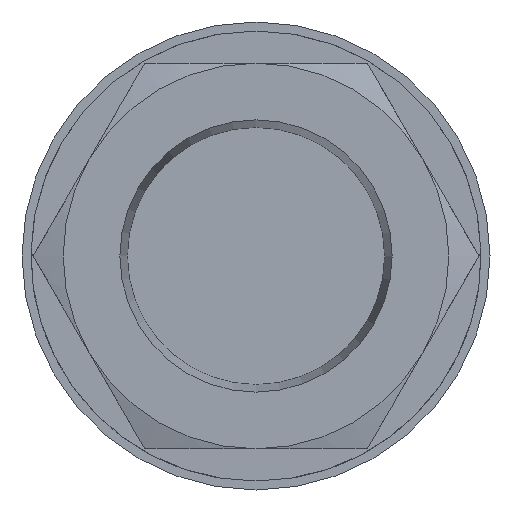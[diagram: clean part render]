
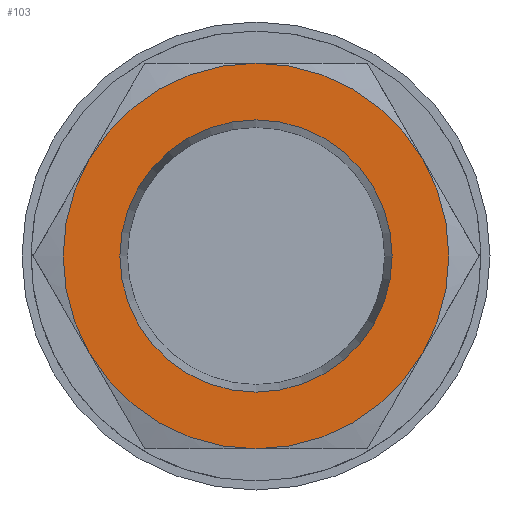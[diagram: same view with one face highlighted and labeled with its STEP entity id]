
A CAD part, left-side view. The second image highlights one B-rep face of the part: STEP entity #103.
In plain terms, the highlighted planar face has unit normal (-1, 0, 0).
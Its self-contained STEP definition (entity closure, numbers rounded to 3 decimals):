
#103 = ADVANCED_FACE( '', ( #224, #225 ), #226, .F. );
#224 = FACE_OUTER_BOUND( '', #365, .T. );
#225 = FACE_BOUND( '', #366, .T. );
#226 = PLANE( '', #367 );
#365 = EDGE_LOOP( '', ( #612, #613, #614, #615, #616, #617 ) );
#366 = EDGE_LOOP( '', ( #618 ) );
#367 = AXIS2_PLACEMENT_3D( '', #619, #620, #621 );
#612 = ORIENTED_EDGE( '', *, *, #897, .F. );
#613 = ORIENTED_EDGE( '', *, *, #898, .F. );
#614 = ORIENTED_EDGE( '', *, *, #868, .F. );
#615 = ORIENTED_EDGE( '', *, *, #899, .F. );
#616 = ORIENTED_EDGE( '', *, *, #806, .F. );
#617 = ORIENTED_EDGE( '', *, *, #900, .F. );
#618 = ORIENTED_EDGE( '', *, *, #901, .T. );
#619 = CARTESIAN_POINT( '', ( 0., 8.47, 0. ) );
#620 = DIRECTION( '', ( 1., 0., 0. ) );
#621 = DIRECTION( '', ( 0., 0., -1. ) );
#806 = EDGE_CURVE( '', #948, #946, #950, .T. );
#868 = EDGE_CURVE( '', #999, #1036, #1055, .T. );
#897 = EDGE_CURVE( '', #1098, #952, #1099, .T. );
#898 = EDGE_CURVE( '', #1036, #1098, #1100, .T. );
#899 = EDGE_CURVE( '', #946, #999, #1101, .T. );
#900 = EDGE_CURVE( '', #952, #948, #1102, .T. );
#901 = EDGE_CURVE( '', #1103, #1103, #1104, .T. );
#946 = VERTEX_POINT( '', #1155 );
#948 = VERTEX_POINT( '', #1162 );
#950 = CIRCLE( '', #1169, 12. );
#952 = VERTEX_POINT( '', #1171 );
#999 = VERTEX_POINT( '', #1245 );
#1036 = VERTEX_POINT( '', #1310 );
#1055 = CIRCLE( '', #1343, 12. );
#1098 = VERTEX_POINT( '', #1402 );
#1099 = CIRCLE( '', #1403, 12. );
#1100 = CIRCLE( '', #1404, 12. );
#1101 = CIRCLE( '', #1405, 12. );
#1102 = CIRCLE( '', #1406, 12. );
#1103 = VERTEX_POINT( '', #1407 );
#1104 = CIRCLE( '', #1408, 8.47 );
#1155 = CARTESIAN_POINT( '', ( 0., -10.392, 6. ) );
#1162 = CARTESIAN_POINT( '', ( 0., 0., 12. ) );
#1169 = AXIS2_PLACEMENT_3D( '', #1474, #1475, #1476 );
#1171 = CARTESIAN_POINT( '', ( 0., 10.392, 6. ) );
#1245 = CARTESIAN_POINT( '', ( 0., -10.392, -6. ) );
#1310 = CARTESIAN_POINT( '', ( 0., 0., -12. ) );
#1343 = AXIS2_PLACEMENT_3D( '', #1532, #1533, #1534 );
#1402 = CARTESIAN_POINT( '', ( 0., 10.392, -6. ) );
#1403 = AXIS2_PLACEMENT_3D( '', #1569, #1570, #1571 );
#1404 = AXIS2_PLACEMENT_3D( '', #1572, #1573, #1574 );
#1405 = AXIS2_PLACEMENT_3D( '', #1575, #1576, #1577 );
#1406 = AXIS2_PLACEMENT_3D( '', #1578, #1579, #1580 );
#1407 = CARTESIAN_POINT( '', ( 0., 0., -8.47 ) );
#1408 = AXIS2_PLACEMENT_3D( '', #1581, #1582, #1583 );
#1474 = CARTESIAN_POINT( '', ( 0., 0., 0. ) );
#1475 = DIRECTION( '', ( 1., 0., 0. ) );
#1476 = DIRECTION( '', ( 0., 0., -1. ) );
#1532 = CARTESIAN_POINT( '', ( 0., 0., 0. ) );
#1533 = DIRECTION( '', ( 1., 0., 0. ) );
#1534 = DIRECTION( '', ( 0., 0., -1. ) );
#1569 = CARTESIAN_POINT( '', ( 0., 0., 0. ) );
#1570 = DIRECTION( '', ( 1., 0., 0. ) );
#1571 = DIRECTION( '', ( 0., 0., -1. ) );
#1572 = CARTESIAN_POINT( '', ( 0., 0., 0. ) );
#1573 = DIRECTION( '', ( 1., 0., 0. ) );
#1574 = DIRECTION( '', ( 0., 0., -1. ) );
#1575 = CARTESIAN_POINT( '', ( 0., 0., 0. ) );
#1576 = DIRECTION( '', ( 1., 0., 0. ) );
#1577 = DIRECTION( '', ( 0., 0., -1. ) );
#1578 = CARTESIAN_POINT( '', ( 0., 0., 0. ) );
#1579 = DIRECTION( '', ( 1., 0., 0. ) );
#1580 = DIRECTION( '', ( 0., 0., -1. ) );
#1581 = CARTESIAN_POINT( '', ( 0., 0., 0. ) );
#1582 = DIRECTION( '', ( 1., 0., 0. ) );
#1583 = DIRECTION( '', ( 0., 0., -1. ) );
